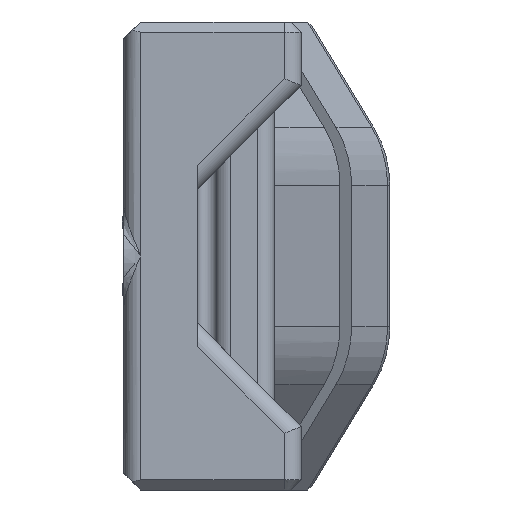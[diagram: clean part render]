
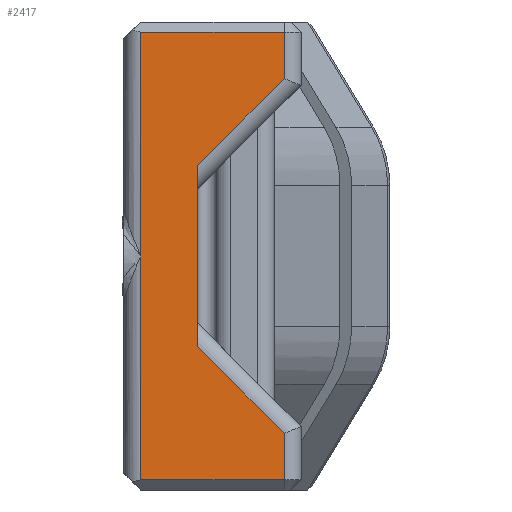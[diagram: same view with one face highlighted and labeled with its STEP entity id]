
A CAD part, left-side view. The second image highlights one B-rep face of the part: STEP entity #2417.
In plain terms, the highlighted planar face has unit normal (-1, 0, 0).
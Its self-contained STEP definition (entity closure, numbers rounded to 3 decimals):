
#84=PLANE('',#2657);
#270=FACE_OUTER_BOUND('',#426,.T.);
#426=EDGE_LOOP('',(#2006,#2007,#2008,#2009,#2010,#2011,#2012,#2013,#2014));
#521=LINE('',#4211,#720);
#522=LINE('',#4220,#721);
#594=LINE('',#4566,#793);
#618=LINE('',#4633,#817);
#630=LINE('',#4676,#829);
#631=LINE('',#4680,#830);
#632=LINE('',#4682,#831);
#633=LINE('',#4683,#832);
#634=LINE('',#4684,#833);
#720=VECTOR('',#2888,10.);
#721=VECTOR('',#2899,10.);
#793=VECTOR('',#3127,10.);
#817=VECTOR('',#3201,10.);
#829=VECTOR('',#3237,10.);
#830=VECTOR('',#3242,10.);
#831=VECTOR('',#3243,10.);
#832=VECTOR('',#3244,10.);
#833=VECTOR('',#3245,10.);
#1042=VERTEX_POINT('',#4112);
#1043=VERTEX_POINT('',#4210);
#1046=VERTEX_POINT('',#4218);
#1138=VERTEX_POINT('',#4565);
#1155=VERTEX_POINT('',#4630);
#1156=VERTEX_POINT('',#4632);
#1167=VERTEX_POINT('',#4675);
#1168=VERTEX_POINT('',#4679);
#1169=VERTEX_POINT('',#4681);
#1286=EDGE_CURVE('',#1042,#1043,#521,.T.);
#1291=EDGE_CURVE('',#1046,#1042,#522,.T.);
#1413=EDGE_CURVE('',#1043,#1138,#594,.T.);
#1447=EDGE_CURVE('',#1156,#1155,#618,.T.);
#1465=EDGE_CURVE('',#1138,#1167,#630,.T.);
#1467=EDGE_CURVE('',#1168,#1046,#631,.T.);
#1468=EDGE_CURVE('',#1169,#1168,#632,.T.);
#1469=EDGE_CURVE('',#1156,#1169,#633,.T.);
#1470=EDGE_CURVE('',#1167,#1155,#634,.T.);
#2006=ORIENTED_EDGE('',*,*,#1413,.F.);
#2007=ORIENTED_EDGE('',*,*,#1286,.F.);
#2008=ORIENTED_EDGE('',*,*,#1291,.F.);
#2009=ORIENTED_EDGE('',*,*,#1467,.F.);
#2010=ORIENTED_EDGE('',*,*,#1468,.F.);
#2011=ORIENTED_EDGE('',*,*,#1469,.F.);
#2012=ORIENTED_EDGE('',*,*,#1447,.T.);
#2013=ORIENTED_EDGE('',*,*,#1470,.F.);
#2014=ORIENTED_EDGE('',*,*,#1465,.F.);
#2417=ADVANCED_FACE('',(#270),#84,.T.);
#2657=AXIS2_PLACEMENT_3D('',#4678,#3240,#3241);
#2888=DIRECTION('',(0.,0.,1.));
#2899=DIRECTION('',(0.,0.,1.));
#3127=DIRECTION('',(0.,-1.,0.));
#3201=DIRECTION('',(0.,0.,1.));
#3237=DIRECTION('',(0.,0.,-1.));
#3240=DIRECTION('center_axis',(-1.,0.,0.));
#3241=DIRECTION('ref_axis',(0.,-1.,0.));
#3242=DIRECTION('',(0.,1.,0.));
#3243=DIRECTION('',(0.,0.,-1.));
#3244=DIRECTION('',(0.,-0.707,-0.707));
#3245=DIRECTION('',(0.,0.707,-0.707));
#4112=CARTESIAN_POINT('',(-53.,5.,14.));
#4210=CARTESIAN_POINT('',(-53.,5.,27.4));
#4211=CARTESIAN_POINT('',(-53.,5.,0.));
#4218=CARTESIAN_POINT('',(-53.,5.,0.6));
#4220=CARTESIAN_POINT('',(-53.,5.,0.));
#4565=CARTESIAN_POINT('',(-53.,-3.6,27.4));
#4566=CARTESIAN_POINT('',(-53.,1.931,27.4));
#4630=CARTESIAN_POINT('',(-53.,1.6,19.414));
#4632=CARTESIAN_POINT('',(-53.,1.6,8.586));
#4633=CARTESIAN_POINT('',(-53.,1.6,5.));
#4675=CARTESIAN_POINT('',(-53.,-3.6,24.614));
#4676=CARTESIAN_POINT('',(-53.,-3.6,0.));
#4678=CARTESIAN_POINT('Origin',(-53.,6.,0.));
#4679=CARTESIAN_POINT('',(-53.,-3.6,0.6));
#4680=CARTESIAN_POINT('',(-53.,1.931,0.6));
#4681=CARTESIAN_POINT('',(-53.,-3.6,3.386));
#4682=CARTESIAN_POINT('',(-53.,-3.6,0.));
#4683=CARTESIAN_POINT('',(-53.,-2.193,4.793));
#4684=CARTESIAN_POINT('',(-53.,7.907,13.107));
